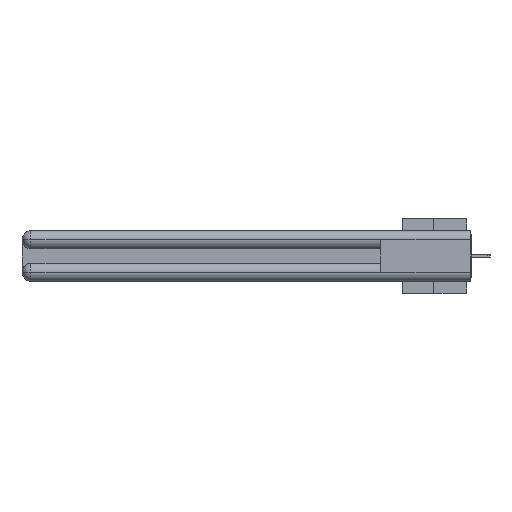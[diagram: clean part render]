
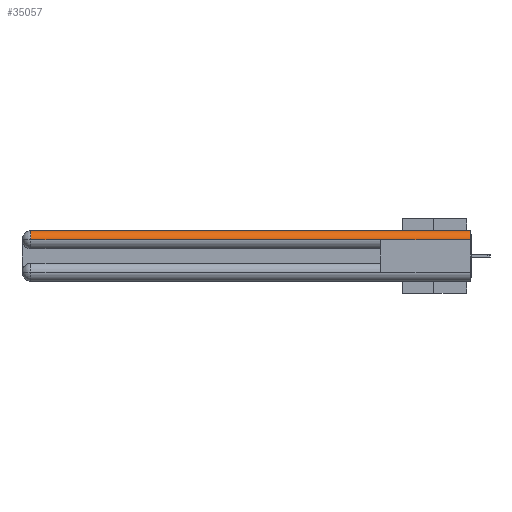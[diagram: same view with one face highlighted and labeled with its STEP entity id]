
A CAD part, left-side view. The second image highlights one B-rep face of the part: STEP entity #35057.
In plain terms, the highlighted cylindrical face has radius 1.562 mm (diameter 3.124 mm), a partial arc.
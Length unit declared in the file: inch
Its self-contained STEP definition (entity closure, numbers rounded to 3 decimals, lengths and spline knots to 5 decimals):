
#659 = ORIENTED_EDGE ( 'NONE', *, *, #21968, .F. ) ;
#1064 = VERTEX_POINT ( 'NONE', #34842 ) ;
#1188 = CARTESIAN_POINT ( 'NONE',  ( 0., 0., -0.0615 ) ) ;
#1519 = CARTESIAN_POINT ( 'NONE',  ( 0.0615, 0., 0. ) ) ;
#2445 = DIRECTION ( 'NONE',  ( 0., 1., 0. ) ) ;
#2927 = DIRECTION ( 'NONE',  ( 0., 0., 1. ) ) ;
#4175 = DIRECTION ( 'NONE',  ( 0., 0., 1. ) ) ;
#4486 = VECTOR ( 'NONE', #2445, 39.37008 ) ;
#5124 = EDGE_LOOP ( 'NONE', ( #23722, #9721, #12545, #659, #5203 ) ) ;
#5203 = ORIENTED_EDGE ( 'NONE', *, *, #14259, .F. ) ;
#6987 = VERTEX_POINT ( 'NONE', #10329 ) ;
#7179 = DIRECTION ( 'NONE',  ( 0., -1., 0. ) ) ;
#7969 = EDGE_CURVE ( 'NONE', #1064, #6987, #16569, .T. ) ;
#9670 = FACE_OUTER_BOUND ( 'NONE', #5124, .T. ) ;
#9721 = ORIENTED_EDGE ( 'NONE', *, *, #28266, .T. ) ;
#10329 = CARTESIAN_POINT ( 'NONE',  ( 0., 0.6, -0.0615 ) ) ;
#12261 = CARTESIAN_POINT ( 'NONE',  ( 0.0615, 0., 0. ) ) ;
#12316 = LINE ( 'NONE', #1519, #22490 ) ;
#12545 = ORIENTED_EDGE ( 'NONE', *, *, #7969, .T. ) ;
#12587 = CYLINDRICAL_SURFACE ( 'NONE', #22591, 0.0615 ) ;
#13411 = AXIS2_PLACEMENT_3D ( 'NONE', #19728, #19541, #2927 ) ;
#14259 = EDGE_CURVE ( 'NONE', #18321, #16160, #21996, .T. ) ;
#15424 = DIRECTION ( 'NONE',  ( 0., -1., 0. ) ) ;
#16160 = VERTEX_POINT ( 'NONE', #1188 ) ;
#16569 = LINE ( 'NONE', #33206, #31152 ) ;
#17312 = AXIS2_PLACEMENT_3D ( 'NONE', #23250, #7179, #20678 ) ;
#18321 = VERTEX_POINT ( 'NONE', #12261 ) ;
#19541 = DIRECTION ( 'NONE',  ( 0., -1., 0. ) ) ;
#19728 = CARTESIAN_POINT ( 'NONE',  ( 0.0615, 2.94, -0.0615 ) ) ;
#20678 = DIRECTION ( 'NONE',  ( 1., 0., 0. ) ) ;
#21646 = CARTESIAN_POINT ( 'NONE',  ( 0., 3., -0.0615 ) ) ;
#21968 = EDGE_CURVE ( 'NONE', #16160, #6987, #24933, .T. ) ;
#21996 = CIRCLE ( 'NONE', #17312, 0.0615 ) ;
#22312 = EDGE_CURVE ( 'NONE', #33169, #18321, #12316, .T. ) ;
#22490 = VECTOR ( 'NONE', #15424, 39.37008 ) ;
#22591 = AXIS2_PLACEMENT_3D ( 'NONE', #32314, #23921, #4175 ) ;
#23250 = CARTESIAN_POINT ( 'NONE',  ( 0.0615, 0., -0.0615 ) ) ;
#23722 = ORIENTED_EDGE ( 'NONE', *, *, #22312, .F. ) ;
#23921 = DIRECTION ( 'NONE',  ( 0., 1., 0. ) ) ;
#24933 = LINE ( 'NONE', #21646, #4486 ) ;
#24984 = DIRECTION ( 'NONE',  ( 0., -1., 0. ) ) ;
#28266 = EDGE_CURVE ( 'NONE', #33169, #1064, #28595, .T. ) ;
#28595 = CIRCLE ( 'NONE', #13411, 0.0615 ) ;
#31152 = VECTOR ( 'NONE', #24984, 39.37008 ) ;
#32314 = CARTESIAN_POINT ( 'NONE',  ( 0.0615, 0., -0.0615 ) ) ;
#33169 = VERTEX_POINT ( 'NONE', #36056 ) ;
#33206 = CARTESIAN_POINT ( 'NONE',  ( 0., 3., -0.0615 ) ) ;
#34842 = CARTESIAN_POINT ( 'NONE',  ( 0., 2.94, -0.0615 ) ) ;
#35057 = ADVANCED_FACE ( 'NONE', ( #9670 ), #12587, .T. ) ;
#36056 = CARTESIAN_POINT ( 'NONE',  ( 0.0615, 2.94, 0. ) ) ;
